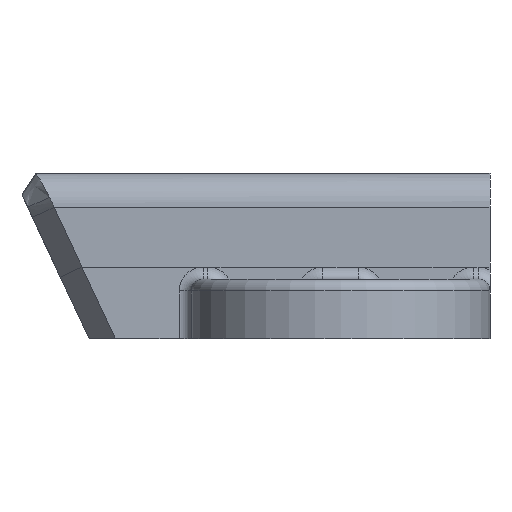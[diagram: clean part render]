
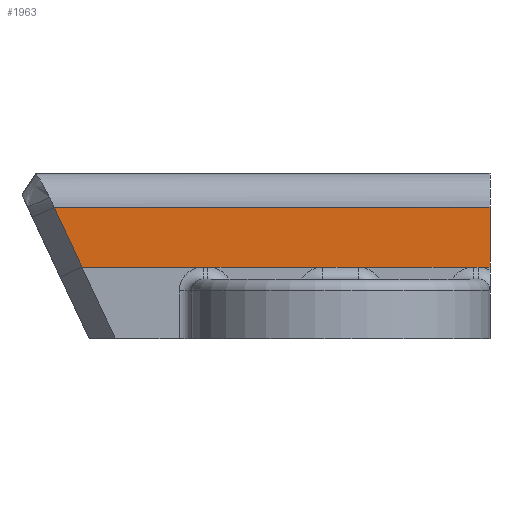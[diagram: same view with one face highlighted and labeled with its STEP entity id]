
A CAD part, front view. The second image highlights one B-rep face of the part: STEP entity #1963.
In plain terms, the highlighted planar face has unit normal (0, -1, 0).
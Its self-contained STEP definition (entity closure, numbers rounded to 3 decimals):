
#371=FACE_OUTER_BOUND('',#503,.T.);
#503=EDGE_LOOP('',(#1783,#1784,#1785,#1786,#1787,#1788,#1789,#1790,#1791,
#1792));
#535=LINE('',#2925,#678);
#555=LINE('',#3089,#698);
#582=LINE('',#3240,#725);
#586=LINE('',#3270,#729);
#590=LINE('',#3302,#733);
#591=LINE('',#3317,#734);
#592=LINE('',#3319,#735);
#594=LINE('',#3323,#737);
#616=LINE('',#3424,#759);
#647=LINE('',#3576,#790);
#678=VECTOR('',#2278,10.);
#698=VECTOR('',#2310,10.);
#725=VECTOR('',#2479,10.);
#729=VECTOR('',#2515,10.);
#733=VECTOR('',#2555,10.);
#734=VECTOR('',#2568,10.);
#735=VECTOR('',#2571,10.);
#737=VECTOR('',#2575,10.);
#759=VECTOR('',#2671,10.);
#790=VECTOR('',#2852,10.);
#811=VERTEX_POINT('',#2915);
#815=VERTEX_POINT('',#2924);
#833=VERTEX_POINT('',#3087);
#880=VERTEX_POINT('',#3238);
#887=VERTEX_POINT('',#3259);
#890=VERTEX_POINT('',#3268);
#897=VERTEX_POINT('',#3291);
#900=VERTEX_POINT('',#3300);
#903=VERTEX_POINT('',#3321);
#927=VERTEX_POINT('',#3422);
#986=EDGE_CURVE('',#811,#815,#535,.T.);
#1015=EDGE_CURVE('',#833,#811,#555,.T.);
#1088=EDGE_CURVE('',#880,#833,#582,.T.);
#1103=EDGE_CURVE('',#890,#887,#586,.T.);
#1119=EDGE_CURVE('',#900,#897,#590,.T.);
#1124=EDGE_CURVE('',#887,#880,#591,.T.);
#1125=EDGE_CURVE('',#897,#890,#592,.T.);
#1127=EDGE_CURVE('',#903,#900,#594,.T.);
#1172=EDGE_CURVE('',#903,#927,#616,.T.);
#1238=EDGE_CURVE('',#927,#815,#647,.T.);
#1783=ORIENTED_EDGE('',*,*,#986,.F.);
#1784=ORIENTED_EDGE('',*,*,#1015,.F.);
#1785=ORIENTED_EDGE('',*,*,#1088,.F.);
#1786=ORIENTED_EDGE('',*,*,#1124,.F.);
#1787=ORIENTED_EDGE('',*,*,#1103,.F.);
#1788=ORIENTED_EDGE('',*,*,#1125,.F.);
#1789=ORIENTED_EDGE('',*,*,#1119,.F.);
#1790=ORIENTED_EDGE('',*,*,#1127,.F.);
#1791=ORIENTED_EDGE('',*,*,#1172,.T.);
#1792=ORIENTED_EDGE('',*,*,#1238,.T.);
#1842=PLANE('',#2222);
#1963=ADVANCED_FACE('',(#371),#1842,.T.);
#2222=AXIS2_PLACEMENT_3D('',#3577,#2853,#2854);
#2278=DIRECTION('',(-0.423,0.,0.906));
#2310=DIRECTION('',(-1.,0.,0.));
#2479=DIRECTION('',(-1.,0.,0.));
#2515=DIRECTION('',(-1.,0.,0.));
#2555=DIRECTION('',(-1.,0.,0.));
#2568=DIRECTION('',(-1.,0.,0.));
#2571=DIRECTION('',(-1.,0.,0.));
#2575=DIRECTION('',(-1.,0.,0.));
#2671=DIRECTION('',(0.,0.,1.));
#2852=DIRECTION('',(-1.,0.,0.));
#2853=DIRECTION('center_axis',(0.,-1.,
0.));
#2854=DIRECTION('ref_axis',(0.,0.,1.));
#2915=CARTESIAN_POINT('',(-79.328,4.15,-47.013));
#2924=CARTESIAN_POINT('',(-81.66,4.15,-42.013));
#2925=CARTESIAN_POINT('',(-77.478,4.15,-50.98));
#3087=CARTESIAN_POINT('',(-69.195,4.15,-47.013));
#3089=CARTESIAN_POINT('',(-45.195,4.15,-47.013));
#3238=CARTESIAN_POINT('',(-68.795,4.15,-47.013));
#3240=CARTESIAN_POINT('',(-45.195,4.15,-47.013));
#3259=CARTESIAN_POINT('',(-59.195,4.15,-47.013));
#3268=CARTESIAN_POINT('',(-56.195,4.15,-47.013));
#3270=CARTESIAN_POINT('',(-45.195,4.15,-47.013));
#3291=CARTESIAN_POINT('',(-46.595,4.15,-47.013));
#3300=CARTESIAN_POINT('',(-46.195,4.15,-47.013));
#3302=CARTESIAN_POINT('',(-45.195,4.15,-47.013));
#3317=CARTESIAN_POINT('',(-45.195,4.15,-47.013));
#3319=CARTESIAN_POINT('',(-45.195,4.15,-47.013));
#3321=CARTESIAN_POINT('',(-45.195,4.15,-47.013));
#3323=CARTESIAN_POINT('',(-45.195,4.15,-47.013));
#3422=CARTESIAN_POINT('',(-45.195,4.15,-42.013));
#3424=CARTESIAN_POINT('',(-45.195,4.15,-47.013));
#3576=CARTESIAN_POINT('',(-45.195,4.15,-42.013));
#3577=CARTESIAN_POINT('Origin',(-45.195,4.15,-47.013));
